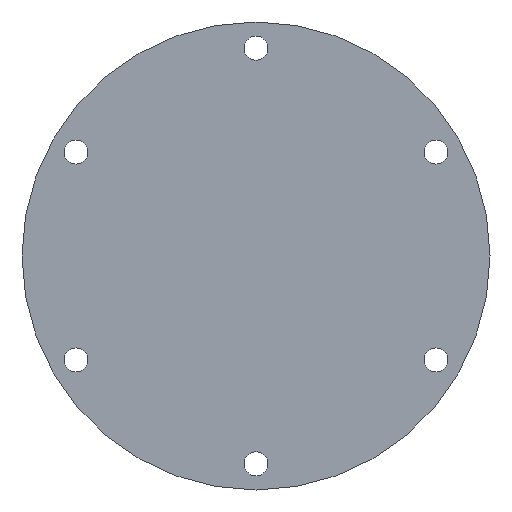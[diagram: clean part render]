
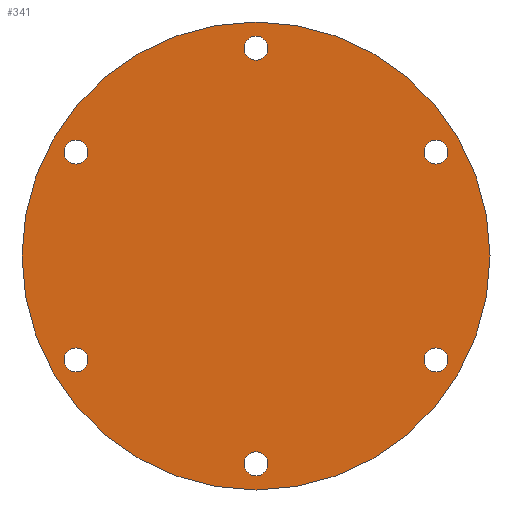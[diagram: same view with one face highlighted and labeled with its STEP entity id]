
A CAD part, front view. The second image highlights one B-rep face of the part: STEP entity #341.
In plain terms, the highlighted planar face has unit normal (0, -1, 0).
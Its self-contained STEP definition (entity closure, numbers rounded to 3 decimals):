
#3 = DIRECTION ( 'NONE',  ( 0., 0., 1. ) ) ;
#8 = EDGE_CURVE ( 'NONE', #88, #57, #301, .T. ) ;
#11 = FACE_BOUND ( 'NONE', #195, .T. ) ;
#16 = ORIENTED_EDGE ( 'NONE', *, *, #197, .T. ) ;
#21 = DIRECTION ( 'NONE',  ( 0., 0., 1. ) ) ;
#23 = EDGE_CURVE ( 'NONE', #104, #318, #272, .T. ) ;
#24 = DIRECTION ( 'NONE',  ( 0., 1., 0. ) ) ;
#26 = CARTESIAN_POINT ( 'NONE',  ( 0., 0., 0. ) ) ;
#33 = CIRCLE ( 'NONE', #533, 2.591 ) ;
#35 = DIRECTION ( 'NONE',  ( 0., 0., 1. ) ) ;
#43 = ORIENTED_EDGE ( 'NONE', *, *, #551, .T. ) ;
#44 = CARTESIAN_POINT ( 'NONE',  ( 39.075, 0., 25.151 ) ) ;
#46 = EDGE_CURVE ( 'NONE', #57, #88, #255, .T. ) ;
#50 = CARTESIAN_POINT ( 'NONE',  ( 0., 0., -45.12 ) ) ;
#51 = EDGE_LOOP ( 'NONE', ( #400, #43 ) ) ;
#57 = VERTEX_POINT ( 'NONE', #435 ) ;
#59 = DIRECTION ( 'NONE',  ( 0., 1., 0. ) ) ;
#75 = CARTESIAN_POINT ( 'NONE',  ( 39.075, 0., -19.969 ) ) ;
#77 = EDGE_CURVE ( 'NONE', #163, #389, #33, .T. ) ;
#79 = ORIENTED_EDGE ( 'NONE', *, *, #324, .T. ) ;
#82 = DIRECTION ( 'NONE',  ( 0., 1., 0. ) ) ;
#88 = VERTEX_POINT ( 'NONE', #183 ) ;
#95 = DIRECTION ( 'NONE',  ( 0., 0., 1. ) ) ;
#96 = AXIS2_PLACEMENT_3D ( 'NONE', #182, #464, #418 ) ;
#101 = DIRECTION ( 'NONE',  ( 0., 1., 0. ) ) ;
#103 = EDGE_CURVE ( 'NONE', #389, #163, #336, .T. ) ;
#104 = VERTEX_POINT ( 'NONE', #75 ) ;
#105 = ORIENTED_EDGE ( 'NONE', *, *, #293, .T. ) ;
#107 = CIRCLE ( 'NONE', #244, 2.591 ) ;
#112 = FACE_BOUND ( 'NONE', #235, .T. ) ;
#118 = EDGE_LOOP ( 'NONE', ( #16, #457 ) ) ;
#119 = AXIS2_PLACEMENT_3D ( 'NONE', #50, #319, #3 ) ;
#122 = ORIENTED_EDGE ( 'NONE', *, *, #238, .T. ) ;
#133 = AXIS2_PLACEMENT_3D ( 'NONE', #528, #530, #539 ) ;
#140 = DIRECTION ( 'NONE',  ( 0., 1., 0. ) ) ;
#142 = FACE_BOUND ( 'NONE', #118, .T. ) ;
#144 = ORIENTED_EDGE ( 'NONE', *, *, #77, .T. ) ;
#148 = DIRECTION ( 'NONE',  ( 0., 0., 1. ) ) ;
#149 = CIRCLE ( 'NONE', #119, 2.591 ) ;
#152 = DIRECTION ( 'NONE',  ( 0., 0., 1. ) ) ;
#158 = EDGE_CURVE ( 'NONE', #170, #348, #552, .T. ) ;
#159 = DIRECTION ( 'NONE',  ( 0., 1., 0. ) ) ;
#160 = DIRECTION ( 'NONE',  ( 0., 0., 1. ) ) ;
#162 = AXIS2_PLACEMENT_3D ( 'NONE', #218, #140, #230 ) ;
#163 = VERTEX_POINT ( 'NONE', #514 ) ;
#164 = AXIS2_PLACEMENT_3D ( 'NONE', #290, #59, #35 ) ;
#167 = CIRCLE ( 'NONE', #353, 2.591 ) ;
#168 = CARTESIAN_POINT ( 'NONE',  ( -39.075, 0., -22.56 ) ) ;
#170 = VERTEX_POINT ( 'NONE', #294 ) ;
#179 = VERTEX_POINT ( 'NONE', #429 ) ;
#182 = CARTESIAN_POINT ( 'NONE',  ( 0., 0., -45.12 ) ) ;
#183 = CARTESIAN_POINT ( 'NONE',  ( 0., 0., 50.8 ) ) ;
#195 = EDGE_LOOP ( 'NONE', ( #122, #241 ) ) ;
#197 = EDGE_CURVE ( 'NONE', #348, #170, #167, .T. ) ;
#199 = EDGE_LOOP ( 'NONE', ( #518, #524 ) ) ;
#200 = ORIENTED_EDGE ( 'NONE', *, *, #428, .T. ) ;
#202 = DIRECTION ( 'NONE',  ( 0., 1., 0. ) ) ;
#203 = CIRCLE ( 'NONE', #480, 2.591 ) ;
#206 = CARTESIAN_POINT ( 'NONE',  ( 39.075, 0., -22.56 ) ) ;
#213 = AXIS2_PLACEMENT_3D ( 'NONE', #377, #426, #402 ) ;
#214 = CARTESIAN_POINT ( 'NONE',  ( 0., 0., -42.529 ) ) ;
#216 = CARTESIAN_POINT ( 'NONE',  ( 39.075, 0., 22.56 ) ) ;
#218 = CARTESIAN_POINT ( 'NONE',  ( -39.075, 0., 22.56 ) ) ;
#230 = DIRECTION ( 'NONE',  ( 0., 0., 1. ) ) ;
#232 = CARTESIAN_POINT ( 'NONE',  ( 0., 0., 47.711 ) ) ;
#235 = EDGE_LOOP ( 'NONE', ( #79, #105 ) ) ;
#236 = AXIS2_PLACEMENT_3D ( 'NONE', #26, #24, #21 ) ;
#238 = EDGE_CURVE ( 'NONE', #575, #531, #405, .T. ) ;
#241 = ORIENTED_EDGE ( 'NONE', *, *, #398, .T. ) ;
#244 = AXIS2_PLACEMENT_3D ( 'NONE', #580, #265, #543 ) ;
#247 = CIRCLE ( 'NONE', #351, 2.591 ) ;
#255 = CIRCLE ( 'NONE', #213, 50.8 ) ;
#259 = DIRECTION ( 'NONE',  ( 0., 1., 0. ) ) ;
#265 = DIRECTION ( 'NONE',  ( 0., 1., 0. ) ) ;
#268 = CARTESIAN_POINT ( 'NONE',  ( -39.075, 0., 25.151 ) ) ;
#271 = DIRECTION ( 'NONE',  ( 0., 0., 1. ) ) ;
#272 = CIRCLE ( 'NONE', #368, 2.591 ) ;
#276 = CARTESIAN_POINT ( 'NONE',  ( 39.075, 0., -25.151 ) ) ;
#283 = CARTESIAN_POINT ( 'NONE',  ( 0., 0., -47.711 ) ) ;
#290 = CARTESIAN_POINT ( 'NONE',  ( -39.075, 0., -22.56 ) ) ;
#293 = EDGE_CURVE ( 'NONE', #179, #532, #394, .T. ) ;
#294 = CARTESIAN_POINT ( 'NONE',  ( 0., 0., 42.529 ) ) ;
#296 = ORIENTED_EDGE ( 'NONE', *, *, #103, .T. ) ;
#301 = CIRCLE ( 'NONE', #236, 50.8 ) ;
#318 = VERTEX_POINT ( 'NONE', #276 ) ;
#319 = DIRECTION ( 'NONE',  ( 0., 1., 0. ) ) ;
#324 = EDGE_CURVE ( 'NONE', #532, #179, #247, .T. ) ;
#336 = CIRCLE ( 'NONE', #164, 2.591 ) ;
#341 = ADVANCED_FACE ( 'NONE', ( #361, #11, #142, #112, #581, #474, #344 ), #410, .F. ) ;
#343 = DIRECTION ( 'NONE',  ( 0., 0., 1. ) ) ;
#344 = FACE_OUTER_BOUND ( 'NONE', #199, .T. ) ;
#348 = VERTEX_POINT ( 'NONE', #232 ) ;
#351 = AXIS2_PLACEMENT_3D ( 'NONE', #577, #82, #95 ) ;
#353 = AXIS2_PLACEMENT_3D ( 'NONE', #414, #440, #455 ) ;
#354 = EDGE_LOOP ( 'NONE', ( #548, #200 ) ) ;
#361 = FACE_BOUND ( 'NONE', #51, .T. ) ;
#368 = AXIS2_PLACEMENT_3D ( 'NONE', #206, #202, #152 ) ;
#377 = CARTESIAN_POINT ( 'NONE',  ( 0., 0., 0. ) ) ;
#380 = VERTEX_POINT ( 'NONE', #283 ) ;
#383 = CARTESIAN_POINT ( 'NONE',  ( -39.075, 0., -25.151 ) ) ;
#389 = VERTEX_POINT ( 'NONE', #383 ) ;
#394 = CIRCLE ( 'NONE', #162, 2.591 ) ;
#398 = EDGE_CURVE ( 'NONE', #531, #575, #203, .T. ) ;
#400 = ORIENTED_EDGE ( 'NONE', *, *, #23, .T. ) ;
#402 = DIRECTION ( 'NONE',  ( 0., 0., 1. ) ) ;
#405 = CIRCLE ( 'NONE', #133, 2.591 ) ;
#409 = AXIS2_PLACEMENT_3D ( 'NONE', #557, #259, #271 ) ;
#410 = PLANE ( 'NONE',  #448 ) ;
#414 = CARTESIAN_POINT ( 'NONE',  ( 0., 0., 45.12 ) ) ;
#418 = DIRECTION ( 'NONE',  ( 0., 0., 1. ) ) ;
#420 = EDGE_CURVE ( 'NONE', #572, #380, #508, .T. ) ;
#426 = DIRECTION ( 'NONE',  ( 0., 1., 0. ) ) ;
#428 = EDGE_CURVE ( 'NONE', #380, #572, #149, .T. ) ;
#429 = CARTESIAN_POINT ( 'NONE',  ( -39.075, 0., 19.969 ) ) ;
#435 = CARTESIAN_POINT ( 'NONE',  ( 0., 0., -50.8 ) ) ;
#440 = DIRECTION ( 'NONE',  ( 0., 1., 0. ) ) ;
#448 = AXIS2_PLACEMENT_3D ( 'NONE', #563, #101, #343 ) ;
#455 = DIRECTION ( 'NONE',  ( 0., 0., 1. ) ) ;
#457 = ORIENTED_EDGE ( 'NONE', *, *, #158, .T. ) ;
#458 = CARTESIAN_POINT ( 'NONE',  ( 39.075, 0., 19.969 ) ) ;
#464 = DIRECTION ( 'NONE',  ( 0., 1., 0. ) ) ;
#474 = FACE_BOUND ( 'NONE', #354, .T. ) ;
#476 = EDGE_LOOP ( 'NONE', ( #144, #296 ) ) ;
#480 = AXIS2_PLACEMENT_3D ( 'NONE', #216, #538, #160 ) ;
#508 = CIRCLE ( 'NONE', #96, 2.591 ) ;
#514 = CARTESIAN_POINT ( 'NONE',  ( -39.075, 0., -19.969 ) ) ;
#518 = ORIENTED_EDGE ( 'NONE', *, *, #46, .F. ) ;
#524 = ORIENTED_EDGE ( 'NONE', *, *, #8, .F. ) ;
#528 = CARTESIAN_POINT ( 'NONE',  ( 39.075, 0., 22.56 ) ) ;
#530 = DIRECTION ( 'NONE',  ( 0., 1., 0. ) ) ;
#531 = VERTEX_POINT ( 'NONE', #458 ) ;
#532 = VERTEX_POINT ( 'NONE', #268 ) ;
#533 = AXIS2_PLACEMENT_3D ( 'NONE', #168, #159, #148 ) ;
#538 = DIRECTION ( 'NONE',  ( 0., 1., 0. ) ) ;
#539 = DIRECTION ( 'NONE',  ( 0., 0., 1. ) ) ;
#543 = DIRECTION ( 'NONE',  ( 0., 0., 1. ) ) ;
#548 = ORIENTED_EDGE ( 'NONE', *, *, #420, .T. ) ;
#551 = EDGE_CURVE ( 'NONE', #318, #104, #107, .T. ) ;
#552 = CIRCLE ( 'NONE', #409, 2.591 ) ;
#557 = CARTESIAN_POINT ( 'NONE',  ( 0., 0., 45.12 ) ) ;
#563 = CARTESIAN_POINT ( 'NONE',  ( 0., 0., 0. ) ) ;
#572 = VERTEX_POINT ( 'NONE', #214 ) ;
#575 = VERTEX_POINT ( 'NONE', #44 ) ;
#577 = CARTESIAN_POINT ( 'NONE',  ( -39.075, 0., 22.56 ) ) ;
#580 = CARTESIAN_POINT ( 'NONE',  ( 39.075, 0., -22.56 ) ) ;
#581 = FACE_BOUND ( 'NONE', #476, .T. ) ;
